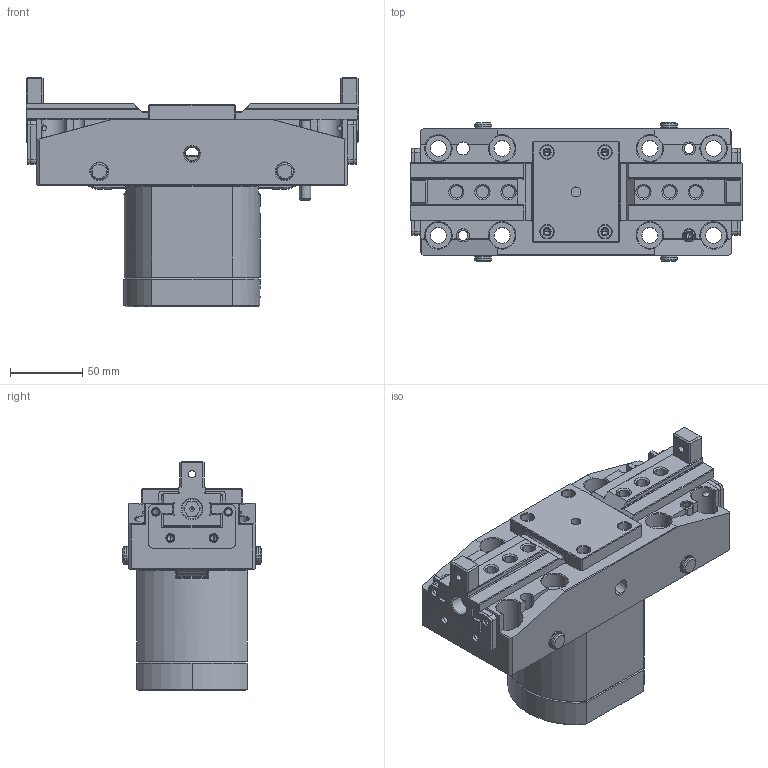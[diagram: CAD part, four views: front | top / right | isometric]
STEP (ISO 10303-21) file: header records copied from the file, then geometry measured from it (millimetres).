
FILE_DESCRIPTION (( 'STEP AP203' ), '1' );
FILE_NAME ('装配体1.STEP', '2015-03-19T02:10:07', ( '桑三博客' ), ( 'Www.SangSan.Cn' ), 'SwSTEP 2.0', 'SolidWorks 2012', '' );
FILE_SCHEMA (( 'CONFIG_CONTROL_DESIGN' ));
Length unit declared in the file: millimetre
Products named in the file (17): 蚾饜极1; 蚐郲; 耜裔; 砎蝶; 滅鳥砎蝶; 种; 傻种; 隅弇杶; CP-20-22101-07裔啣; CP20-22101-09酗种; CP-20-22101-04Z酘賑輸; CP-20-22101-08蟀裝; CP-20-22101-01; CP-20-22101-05裝芛; CP-20-22101-03綴裔; cp-20-22101-06活塞杆; CP-20-22101-02
Assembly tree (23 placements, depth 2):
  蚾饜极1
    CP-20-22101-02
    cp-20-22101-06活塞杆
    CP-20-22101-03綴裔
    CP-20-22101-05裝芛
    CP-20-22101-01
    CP-20-22101-08蟀裝  x2
    CP-20-22101-04Z酘賑輸  x2
    CP20-22101-09酗种  x2
    CP-20-22101-07裔啣
    隅弇杶
    傻种
    种
    滅鳥砎蝶  x2
    砎蝶  x2
    耜裔  x2
    蚐郲  x2
Bounding box: 229.14 x 96.5 x 158.5 mm (x, y, z)
Volume: 1237793.7 mm3; surface area: 306763 mm2
Topology: 23 solids, 23 shells, 1632 faces, 4183 edges, 2564 vertices
Faces by surface type: plane 616, cylinder 531, cone 393, sphere 36, torus 28, bspline 28
Entity records: 39910 total; most frequent: CARTESIAN_POINT 8878, DIRECTION 6224, ORIENTED_EDGE 5968, EDGE_CURVE 2984, AXIS2_PLACEMENT_3D 2328, VERTEX_POINT 1842, LINE 1568, VECTOR 1568
